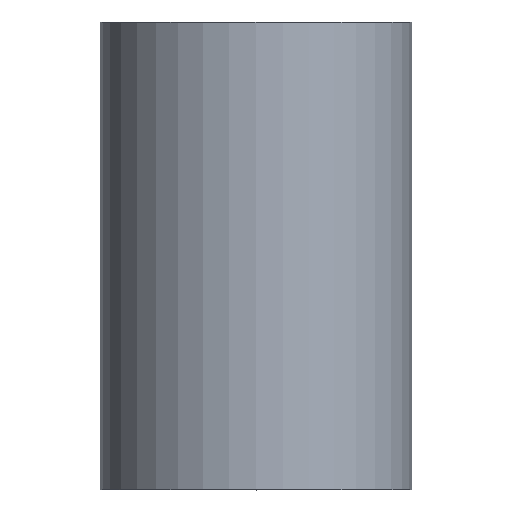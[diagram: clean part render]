
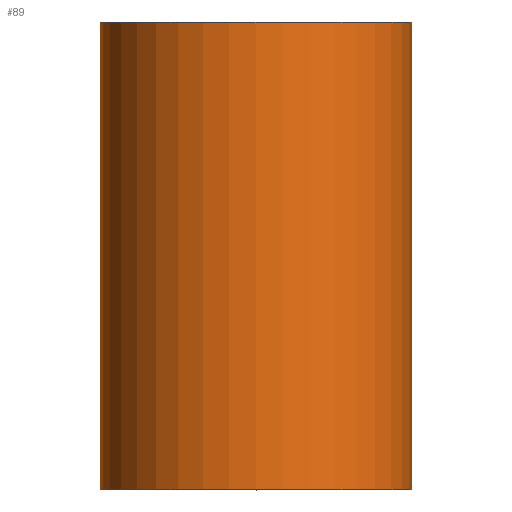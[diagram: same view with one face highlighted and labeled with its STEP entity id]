
A CAD part, top view. The second image highlights one B-rep face of the part: STEP entity #89.
In plain terms, the highlighted cylindrical face has radius 50.8 mm (diameter 101.6 mm), a full revolution.
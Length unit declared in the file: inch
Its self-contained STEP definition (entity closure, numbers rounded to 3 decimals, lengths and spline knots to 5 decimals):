
#57=CARTESIAN_POINT('',(2.,-3.,0.));
#58=VERTEX_POINT('',#57);
#59=CARTESIAN_POINT('',(0.,-3.,0.));
#60=DIRECTION('',(0.,1.,0.));
#61=DIRECTION('',(1.,0.,0.));
#62=AXIS2_PLACEMENT_3D('',#59,#60,#61);
#63=CIRCLE('',#62,2.);
#64=EDGE_CURVE('',#58,#58,#63,.T.);
#65=ORIENTED_EDGE('',*,*,#64,.T.);
#66=CARTESIAN_POINT('',(2.,3.,0.));
#67=VERTEX_POINT('',#66);
#68=CARTESIAN_POINT('',(2.,0.,0.));
#69=DIRECTION('',(0.,-1.,0.));
#70=VECTOR('',#69,2.);
#71=LINE('',#68,#70);
#72=EDGE_CURVE('',#67,#58,#71,.T.);
#73=ORIENTED_EDGE('',*,*,#72,.F.);
#74=CARTESIAN_POINT('',(0.,3.,0.));
#75=DIRECTION('',(0.,-1.,0.));
#76=DIRECTION('',(1.,0.,0.));
#77=AXIS2_PLACEMENT_3D('',#74,#75,#76);
#78=CIRCLE('',#77,2.);
#79=EDGE_CURVE('',#67,#67,#78,.T.);
#80=ORIENTED_EDGE('',*,*,#79,.T.);
#81=ORIENTED_EDGE('',*,*,#72,.T.);
#82=EDGE_LOOP('',(#65,#73,#80,#81));
#83=FACE_OUTER_BOUND('',#82,.T.);
#84=CARTESIAN_POINT('',(0.,0.,0.));
#85=DIRECTION('',(0.,-1.,0.));
#86=DIRECTION('',(1.,0.,0.));
#87=AXIS2_PLACEMENT_3D('',#84,#85,#86);
#88=CYLINDRICAL_SURFACE('',#87,2.);
#89=ADVANCED_FACE('',(#83),#88,.T.);
